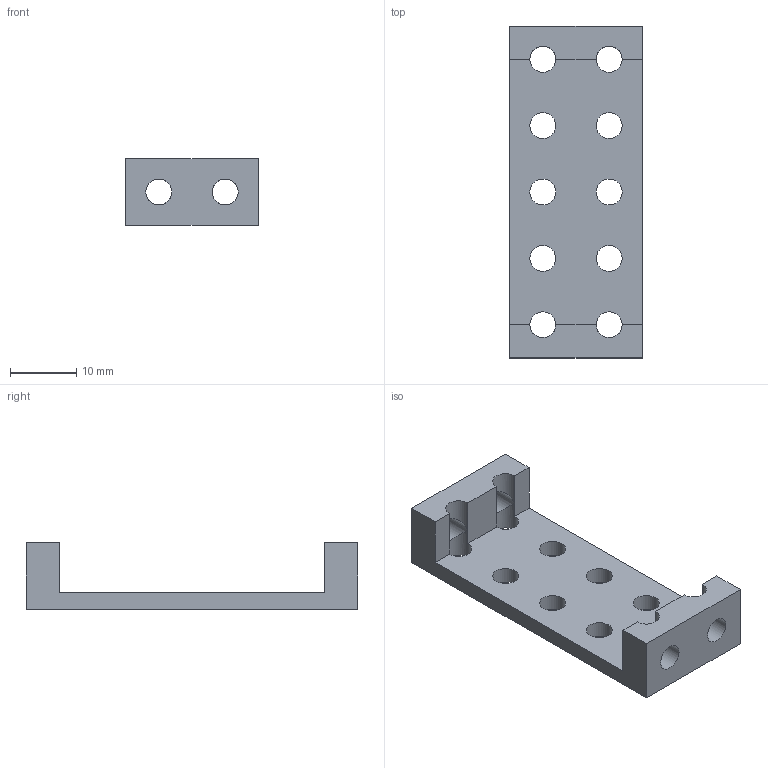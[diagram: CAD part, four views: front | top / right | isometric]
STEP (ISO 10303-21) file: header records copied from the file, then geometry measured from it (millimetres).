
FILE_DESCRIPTION(('Open CASCADE Model'),'2;1');
FILE_NAME('Open CASCADE Shape Model','2025-10-19T20:59:13',('Author'),( 'Open CASCADE'),'Open CASCADE STEP processor 7.8','Open CASCADE 7.8' ,'Unknown');
FILE_SCHEMA(('AUTOMOTIVE_DESIGN { 1 0 10303 214 1 1 1 1 }'));
Length unit declared in the file: millimetre
Products named in the file (1): Open CASCADE STEP translator 7.8 3
Bounding box: 20 x 50 x 10 mm (x, y, z)
Volume: 3362.3 mm3; surface area: 3309.8 mm2
Topology: 1 solids, 1 shells, 32 faces, 102 edges, 64 vertices
Faces by surface type: cylinder 18, plane 14
Full cylindrical faces by diameter (mm): 3.9 x14
Entity records: 2706 total; most frequent: CARTESIAN_POINT 703, DIRECTION 356, ORIENTED_EDGE 204, PCURVE 204, DEFINITIONAL_REPRESENTATION 204, LINE 186, VECTOR 186, EDGE_CURVE 102
